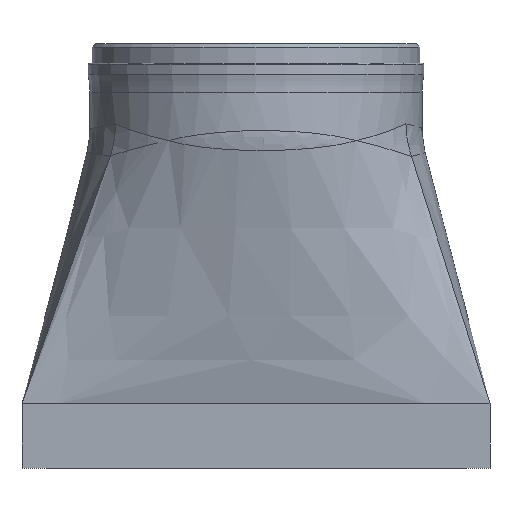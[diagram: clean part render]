
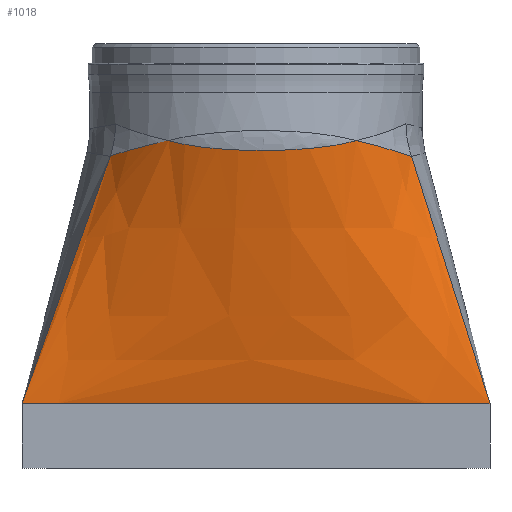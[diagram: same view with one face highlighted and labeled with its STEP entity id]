
A CAD part, left-side view. The second image highlights one B-rep face of the part: STEP entity #1018.
In plain terms, the highlighted free-form (B-spline) face has degree [3, 3] with [10, 4] control points.
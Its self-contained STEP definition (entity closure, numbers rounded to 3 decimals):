
#61=B_SPLINE_SURFACE_WITH_KNOTS('',3,3,((#2565,#2566,#2567,#2568),(#2569,
#2570,#2571,#2572),(#2573,#2574,#2575,#2576),(#2577,#2578,#2579,#2580),
(#2581,#2582,#2583,#2584),(#2585,#2586,#2587,#2588),(#2589,#2590,#2591,
#2592),(#2593,#2594,#2595,#2596),(#2597,#2598,#2599,#2600),(#2601,#2602,
#2603,#2604)),.UNSPECIFIED.,.F.,.F.,.F.,(4,1,1,1,1,1,1,4),(4,4),(0.,
0.143,0.286,0.429,0.571,
0.714,0.857,1.),(0.,1.),.UNSPECIFIED.);
#76=B_SPLINE_CURVE_WITH_KNOTS('',3,(#1419,#1420,#1421,#1422,#1423,#1424,
#1425,#1426),.UNSPECIFIED.,.F.,.F.,(4,2,1,1,4),(-0.008,0.,
2.333,3.11,3.733),.UNSPECIFIED.);
#87=B_SPLINE_CURVE_WITH_KNOTS('',3,(#1771,#1772,#1773,#1774,#1775,#1776,
#1777,#1778,#1779,#1780,#1781,#1782,#1783,#1784,#1785,#1786,#1787,#1788,
#1789),.UNSPECIFIED.,.F.,.F.,(4,2,1,1,1,1,1,1,1,1,1,1,1,2,4),(-2.67,
-2.667,-2.4,-2.134,-1.867,
-1.6,-1.333,-1.067,-0.8,
-0.533,-0.4,-0.267,-0.133,
0.,0.003),.UNSPECIFIED.);
#89=B_SPLINE_CURVE_WITH_KNOTS('',3,(#1822,#1823,#1824,#1825),
 .UNSPECIFIED.,.F.,.F.,(4,4),(0.,0.022),.UNSPECIFIED.);
#91=B_SPLINE_CURVE_WITH_KNOTS('',3,(#1873,#1874,#1875,#1876,#1877,#1878),
 .UNSPECIFIED.,.F.,.F.,(4,2,4),(0.,3.539,
3.547),.UNSPECIFIED.);
#92=B_SPLINE_CURVE_WITH_KNOTS('',3,(#1879,#1880,#1881,#1882),
 .UNSPECIFIED.,.F.,.F.,(4,4),(0.,0.001),
 .UNSPECIFIED.);
#144=LINE('',#1911,#206);
#179=LINE('',#2606,#241);
#180=LINE('',#2608,#242);
#181=LINE('',#2610,#243);
#182=LINE('',#2611,#244);
#206=VECTOR('',#1131,86.802);
#241=VECTOR('',#1186,10.);
#242=VECTOR('',#1187,10.);
#243=VECTOR('',#1188,10.);
#244=VECTOR('',#1189,86.436);
#299=FACE_OUTER_BOUND('',#355,.T.);
#355=EDGE_LOOP('',(#860,#861,#862,#863,#864,#865,#866,#867,#868,#869));
#413=VERTEX_POINT('',#1325);
#414=VERTEX_POINT('',#1332);
#418=VERTEX_POINT('',#1418);
#425=VERTEX_POINT('',#1814);
#426=VERTEX_POINT('',#1821);
#427=VERTEX_POINT('',#1872);
#429=VERTEX_POINT('',#1909);
#485=VERTEX_POINT('',#2605);
#486=VERTEX_POINT('',#2607);
#487=VERTEX_POINT('',#2609);
#525=EDGE_CURVE('',#414,#418,#76,.T.);
#537=EDGE_CURVE('',#413,#414,#87,.T.);
#539=EDGE_CURVE('',#425,#426,#89,.T.);
#541=EDGE_CURVE('',#427,#413,#91,.T.);
#542=EDGE_CURVE('',#427,#426,#92,.T.);
#545=EDGE_CURVE('',#425,#429,#144,.T.);
#620=EDGE_CURVE('',#429,#485,#179,.T.);
#621=EDGE_CURVE('',#485,#486,#180,.T.);
#622=EDGE_CURVE('',#486,#487,#181,.T.);
#623=EDGE_CURVE('',#418,#487,#182,.T.);
#860=ORIENTED_EDGE('',*,*,#541,.F.);
#861=ORIENTED_EDGE('',*,*,#542,.T.);
#862=ORIENTED_EDGE('',*,*,#539,.F.);
#863=ORIENTED_EDGE('',*,*,#545,.T.);
#864=ORIENTED_EDGE('',*,*,#620,.T.);
#865=ORIENTED_EDGE('',*,*,#621,.T.);
#866=ORIENTED_EDGE('',*,*,#622,.T.);
#867=ORIENTED_EDGE('',*,*,#623,.F.);
#868=ORIENTED_EDGE('',*,*,#525,.F.);
#869=ORIENTED_EDGE('',*,*,#537,.F.);
#1018=ADVANCED_FACE('',(#299),#61,.F.);
#1131=DIRECTION('',(-0.078,0.335,-0.939));
#1186=DIRECTION('',(0.,-1.,0.));
#1187=DIRECTION('',(0.,-1.,0.));
#1188=DIRECTION('',(0.,-1.,0.));
#1189=DIRECTION('',(-0.145,-0.3,-0.943));
#1325=CARTESIAN_POINT('',(-43.767,27.143,100.));
#1332=CARTESIAN_POINT('',(-41.034,-31.12,100.));
#1418=CARTESIAN_POINT('',(-22.695,-48.18,95.023));
#1419=CARTESIAN_POINT('Ctrl Pts',(-41.034,-31.12,100.));
#1420=CARTESIAN_POINT('Ctrl Pts',(-41.023,-31.135,99.997));
#1421=CARTESIAN_POINT('Ctrl Pts',(-41.012,-31.149,99.994));
#1422=CARTESIAN_POINT('Ctrl Pts',(-37.915,-35.222,99.085));
#1423=CARTESIAN_POINT('Ctrl Pts',(-33.111,-40.267,97.667));
#1424=CARTESIAN_POINT('Ctrl Pts',(-26.491,-45.567,95.929));
#1425=CARTESIAN_POINT('Ctrl Pts',(-23.879,-47.4,95.297));
#1426=CARTESIAN_POINT('Ctrl Pts',(-22.695,-48.18,95.023));
#1771=CARTESIAN_POINT('Ctrl Pts',(-43.767,27.143,100.));
#1772=CARTESIAN_POINT('Ctrl Pts',(-43.78,27.122,99.994));
#1773=CARTESIAN_POINT('Ctrl Pts',(-43.793,27.101,99.988));
#1774=CARTESIAN_POINT('Ctrl Pts',(-45.071,25.03,99.402));
#1775=CARTESIAN_POINT('Ctrl Pts',(-47.065,20.983,98.526));
#1776=CARTESIAN_POINT('Ctrl Pts',(-49.044,15.051,97.729));
#1777=CARTESIAN_POINT('Ctrl Pts',(-50.269,9.265,97.255));
#1778=CARTESIAN_POINT('Ctrl Pts',(-50.881,3.421,96.999));
#1779=CARTESIAN_POINT('Ctrl Pts',(-50.901,-2.352,96.928));
#1780=CARTESIAN_POINT('Ctrl Pts',(-50.358,-8.101,97.024));
#1781=CARTESIAN_POINT('Ctrl Pts',(-49.21,-13.89,97.305));
#1782=CARTESIAN_POINT('Ctrl Pts',(-47.737,-18.625,97.72));
#1783=CARTESIAN_POINT('Ctrl Pts',(-46.165,-22.455,98.209));
#1784=CARTESIAN_POINT('Ctrl Pts',(-44.762,-25.333,98.671));
#1785=CARTESIAN_POINT('Ctrl Pts',(-43.1,-28.212,99.248));
#1786=CARTESIAN_POINT('Ctrl Pts',(-41.79,-30.12,99.723));
#1787=CARTESIAN_POINT('Ctrl Pts',(-41.063,-31.082,99.989));
#1788=CARTESIAN_POINT('Ctrl Pts',(-41.048,-31.101,99.995));
#1789=CARTESIAN_POINT('Ctrl Pts',(-41.034,-31.12,100.));
#1814=CARTESIAN_POINT('',(-28.119,45.159,95.098));
#1821=CARTESIAN_POINT('',(-28.095,45.089,95.308));
#1822=CARTESIAN_POINT('Ctrl Pts',(-28.119,45.159,95.098));
#1823=CARTESIAN_POINT('Ctrl Pts',(-28.113,45.134,95.168));
#1824=CARTESIAN_POINT('Ctrl Pts',(-28.105,45.111,95.238));
#1825=CARTESIAN_POINT('Ctrl Pts',(-28.095,45.089,95.308));
#1872=CARTESIAN_POINT('',(-28.101,45.084,95.31));
#1873=CARTESIAN_POINT('Ctrl Pts',(-28.101,45.084,95.31));
#1874=CARTESIAN_POINT('Ctrl Pts',(-34.318,39.867,96.885));
#1875=CARTESIAN_POINT('Ctrl Pts',(-39.653,33.75,98.626));
#1876=CARTESIAN_POINT('Ctrl Pts',(-43.748,27.173,99.994));
#1877=CARTESIAN_POINT('Ctrl Pts',(-43.757,27.158,99.997));
#1878=CARTESIAN_POINT('Ctrl Pts',(-43.767,27.143,100.));
#1879=CARTESIAN_POINT('Ctrl Pts',(-28.101,45.084,95.31));
#1880=CARTESIAN_POINT('Ctrl Pts',(-28.099,45.086,95.309));
#1881=CARTESIAN_POINT('Ctrl Pts',(-28.097,45.088,95.309));
#1882=CARTESIAN_POINT('Ctrl Pts',(-28.095,45.089,95.308));
#1909=CARTESIAN_POINT('',(-34.5,72.5,18.5));
#1911=CARTESIAN_POINT('',(-27.71,43.41,100.));
#2565=CARTESIAN_POINT('Ctrl Pts',(-27.703,43.414,100.));
#2566=CARTESIAN_POINT('Ctrl Pts',(-29.969,53.113,72.833));
#2567=CARTESIAN_POINT('Ctrl Pts',(-32.234,62.812,45.667));
#2568=CARTESIAN_POINT('Ctrl Pts',(-34.5,72.511,18.5));
#2569=CARTESIAN_POINT('Ctrl Pts',(-32.115,40.599,100.));
#2570=CARTESIAN_POINT('Ctrl Pts',(-32.909,48.934,72.833));
#2571=CARTESIAN_POINT('Ctrl Pts',(-33.705,57.27,45.667));
#2572=CARTESIAN_POINT('Ctrl Pts',(-34.5,65.605,18.5));
#2573=CARTESIAN_POINT('Ctrl Pts',(-40.073,33.615,100.));
#2574=CARTESIAN_POINT('Ctrl Pts',(-38.216,39.675,72.833));
#2575=CARTESIAN_POINT('Ctrl Pts',(-36.357,45.735,45.667));
#2576=CARTESIAN_POINT('Ctrl Pts',(-34.5,51.795,18.5));
#2577=CARTESIAN_POINT('Ctrl Pts',(-48.312,20.038,100.));
#2578=CARTESIAN_POINT('Ctrl Pts',(-43.708,23.718,72.833));
#2579=CARTESIAN_POINT('Ctrl Pts',(-39.105,27.399,45.667));
#2580=CARTESIAN_POINT('Ctrl Pts',(-34.5,31.079,18.5));
#2581=CARTESIAN_POINT('Ctrl Pts',(-52.102,4.614,100.));
#2582=CARTESIAN_POINT('Ctrl Pts',(-46.235,6.531,72.833));
#2583=CARTESIAN_POINT('Ctrl Pts',(-40.367,8.447,45.667));
#2584=CARTESIAN_POINT('Ctrl Pts',(-34.5,10.363,18.5));
#2585=CARTESIAN_POINT('Ctrl Pts',(-51.082,-11.235,100.));
#2586=CARTESIAN_POINT('Ctrl Pts',(-45.554,-10.941,72.833));
#2587=CARTESIAN_POINT('Ctrl Pts',(-40.028,-10.647,45.667));
#2588=CARTESIAN_POINT('Ctrl Pts',(-34.5,-10.353,18.5));
#2589=CARTESIAN_POINT('Ctrl Pts',(-45.358,-26.049,100.));
#2590=CARTESIAN_POINT('Ctrl Pts',(-41.739,-27.722,72.833));
#2591=CARTESIAN_POINT('Ctrl Pts',(-38.119,-29.395,45.667));
#2592=CARTESIAN_POINT('Ctrl Pts',(-34.5,-31.068,18.5));
#2593=CARTESIAN_POINT('Ctrl Pts',(-35.447,-38.46,100.));
#2594=CARTESIAN_POINT('Ctrl Pts',(-35.131,-42.902,72.833));
#2595=CARTESIAN_POINT('Ctrl Pts',(-34.816,-47.343,45.667));
#2596=CARTESIAN_POINT('Ctrl Pts',(-34.5,-51.784,18.5));
#2597=CARTESIAN_POINT('Ctrl Pts',(-26.662,-44.371,100.));
#2598=CARTESIAN_POINT('Ctrl Pts',(-29.275,-51.445,72.833));
#2599=CARTESIAN_POINT('Ctrl Pts',(-31.888,-58.521,45.667));
#2600=CARTESIAN_POINT('Ctrl Pts',(-34.5,-65.595,18.5));
#2601=CARTESIAN_POINT('Ctrl Pts',(-21.928,-46.599,100.));
#2602=CARTESIAN_POINT('Ctrl Pts',(-26.118,-55.232,72.833));
#2603=CARTESIAN_POINT('Ctrl Pts',(-30.309,-63.866,45.667));
#2604=CARTESIAN_POINT('Ctrl Pts',(-34.5,-72.5,18.5));
#2605=CARTESIAN_POINT('',(-34.5,61.223,18.5));
#2606=CARTESIAN_POINT('',(-34.5,-36.25,18.5));
#2607=CARTESIAN_POINT('',(-34.5,-52.503,18.5));
#2608=CARTESIAN_POINT('',(-34.5,-36.25,18.5));
#2609=CARTESIAN_POINT('',(-34.5,-72.5,18.5));
#2610=CARTESIAN_POINT('',(-34.5,-36.25,18.5));
#2611=CARTESIAN_POINT('',(-21.928,-46.599,100.));
